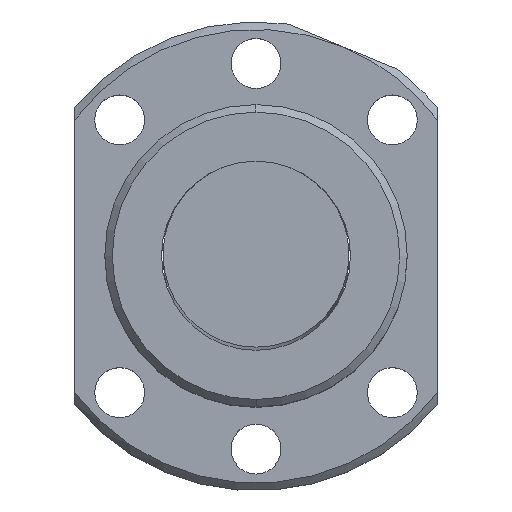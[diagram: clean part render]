
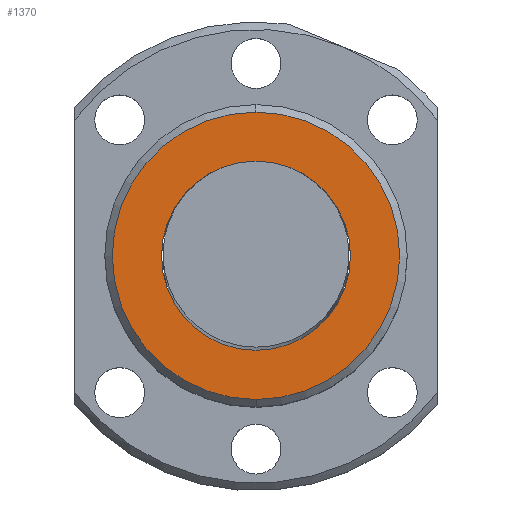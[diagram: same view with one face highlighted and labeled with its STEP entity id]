
A CAD part, top view. The second image highlights one B-rep face of the part: STEP entity #1370.
In plain terms, the highlighted face is planar.
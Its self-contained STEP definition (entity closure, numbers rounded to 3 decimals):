
#3 = AXIS2_PLACEMENT_3D ( 'NONE', #446, #437, #431 ) ;
#16 = CARTESIAN_POINT ( 'NONE',  ( 0., 19., -49. ) ) ;
#51 = ORIENTED_EDGE ( 'NONE', *, *, #967, .F. ) ;
#57 = CIRCLE ( 'NONE', #999, 19. ) ;
#62 = CIRCLE ( 'NONE', #1145, 19. ) ;
#68 = ORIENTED_EDGE ( 'NONE', *, *, #290, .F. ) ;
#140 = DIRECTION ( 'NONE',  ( 1., 0., 0. ) ) ;
#145 = DIRECTION ( 'NONE',  ( 0., 0., 1. ) ) ;
#149 = CARTESIAN_POINT ( 'NONE',  ( -19.228, -19.228, -49. ) ) ;
#150 = PLANE ( 'NONE',  #1670 ) ;
#184 = FACE_OUTER_BOUND ( 'NONE', #1852, .T. ) ;
#268 = CIRCLE ( 'NONE', #3, 12.5 ) ;
#269 = VERTEX_POINT ( 'NONE', #464 ) ;
#290 = EDGE_CURVE ( 'NONE', #758, #269, #268, .T. ) ;
#327 = AXIS2_PLACEMENT_3D ( 'NONE', #425, #419, #417 ) ;
#417 = DIRECTION ( 'NONE',  ( 0., -1., 0. ) ) ;
#419 = DIRECTION ( 'NONE',  ( 0., 0., -1. ) ) ;
#425 = CARTESIAN_POINT ( 'NONE',  ( 0., 0., -49. ) ) ;
#431 = DIRECTION ( 'NONE',  ( 0., -1., 0. ) ) ;
#437 = DIRECTION ( 'NONE',  ( 0., 0., -1. ) ) ;
#446 = CARTESIAN_POINT ( 'NONE',  ( 0., 0., -49. ) ) ;
#464 = CARTESIAN_POINT ( 'NONE',  ( 0., 12.5, -49. ) ) ;
#572 = DIRECTION ( 'NONE',  ( 0., -1., 0. ) ) ;
#573 = DIRECTION ( 'NONE',  ( 0., 0., 1. ) ) ;
#579 = CARTESIAN_POINT ( 'NONE',  ( 0., 0., -49. ) ) ;
#673 = DIRECTION ( 'NONE',  ( 0., -1., 0. ) ) ;
#675 = DIRECTION ( 'NONE',  ( 0., 0., 1. ) ) ;
#676 = CARTESIAN_POINT ( 'NONE',  ( 0., 0., -49. ) ) ;
#735 = VERTEX_POINT ( 'NONE', #1005 ) ;
#758 = VERTEX_POINT ( 'NONE', #980 ) ;
#948 = ORIENTED_EDGE ( 'NONE', *, *, #1164, .F. ) ;
#967 = EDGE_CURVE ( 'NONE', #735, #1418, #57, .T. ) ;
#980 = CARTESIAN_POINT ( 'NONE',  ( 0., -12.5, -49. ) ) ;
#999 = AXIS2_PLACEMENT_3D ( 'NONE', #676, #675, #673 ) ;
#1005 = CARTESIAN_POINT ( 'NONE',  ( 0., -19., -49. ) ) ;
#1014 = EDGE_CURVE ( 'NONE', #1418, #735, #62, .T. ) ;
#1145 = AXIS2_PLACEMENT_3D ( 'NONE', #579, #573, #572 ) ;
#1164 = EDGE_CURVE ( 'NONE', #269, #758, #1726, .T. ) ;
#1370 = ADVANCED_FACE ( 'NONE', ( #1438, #184 ), #150, .F. ) ;
#1418 = VERTEX_POINT ( 'NONE', #16 ) ;
#1438 = FACE_BOUND ( 'NONE', #1715, .T. ) ;
#1440 = ORIENTED_EDGE ( 'NONE', *, *, #1014, .F. ) ;
#1670 = AXIS2_PLACEMENT_3D ( 'NONE', #149, #145, #140 ) ;
#1715 = EDGE_LOOP ( 'NONE', ( #68, #948 ) ) ;
#1726 = CIRCLE ( 'NONE', #327, 12.5 ) ;
#1852 = EDGE_LOOP ( 'NONE', ( #51, #1440 ) ) ;
